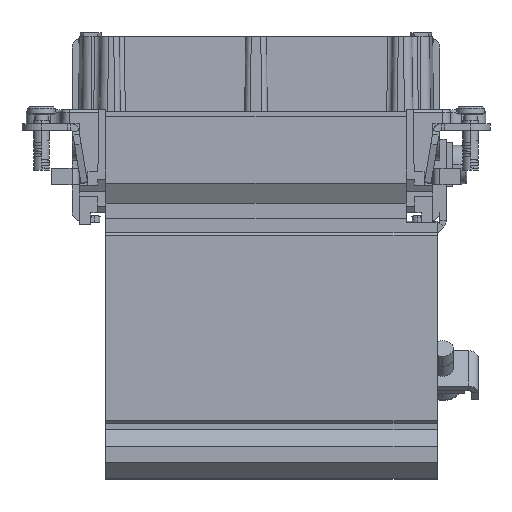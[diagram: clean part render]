
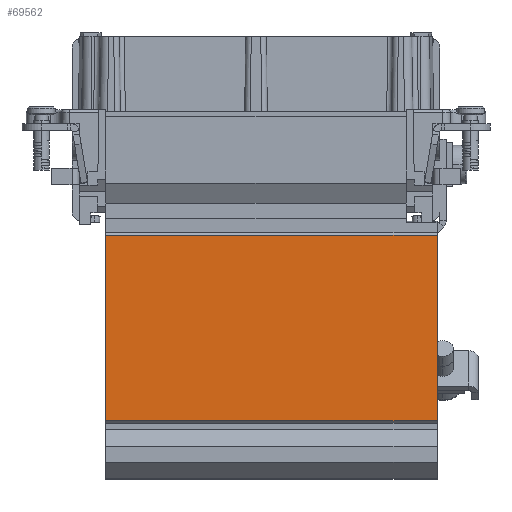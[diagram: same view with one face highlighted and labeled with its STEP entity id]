
A CAD part, left-side view. The second image highlights one B-rep face of the part: STEP entity #69562.
In plain terms, the highlighted planar face has unit normal (-1, 0, 0).
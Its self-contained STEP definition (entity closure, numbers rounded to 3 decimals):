
#4941=DIRECTION('',(0.,0.,-1.));
#4942=VECTOR('',#4941,33.467);
#4943=CARTESIAN_POINT('',(-16.851,-85.079,-20.145));
#4944=LINE('',#4943,#4942);
#14143=DIRECTION('',(0.,0.,-1.));
#14144=VECTOR('',#14143,33.467);
#14145=CARTESIAN_POINT('',(-16.851,-25.296,-20.145));
#14146=LINE('',#14145,#14144);
#19986=DIRECTION('',(0.,-1.,0.));
#19987=VECTOR('',#19986,59.783);
#19988=CARTESIAN_POINT('',(-16.851,-25.296,-20.145));
#19989=LINE('',#19988,#19987);
#19990=DIRECTION('',(0.,-1.,0.));
#19991=VECTOR('',#19990,59.783);
#19992=CARTESIAN_POINT('',(-16.851,-25.296,-53.612));
#19993=LINE('',#19992,#19991);
#41931=CARTESIAN_POINT('',(-16.851,-25.296,-20.145));
#41932=VERTEX_POINT('',#41931);
#41933=CARTESIAN_POINT('',(-16.851,-25.296,-53.612));
#41934=VERTEX_POINT('',#41933);
#42121=CARTESIAN_POINT('',(-16.851,-85.079,-20.145));
#42122=VERTEX_POINT('',#42121);
#42123=CARTESIAN_POINT('',(-16.851,-85.079,-53.612));
#42124=VERTEX_POINT('',#42123);
#69550=CARTESIAN_POINT('',(-16.851,-25.296,-20.145));
#69551=DIRECTION('',(-1.,0.,0.));
#69552=DIRECTION('',(0.,0.,-1.));
#69553=AXIS2_PLACEMENT_3D('',#69550,#69551,#69552);
#69554=PLANE('',#69553);
#69555=ORIENTED_EDGE('',*,*,#63049,.F.);
#69556=ORIENTED_EDGE('',*,*,#69545,.T.);
#69557=ORIENTED_EDGE('',*,*,#52722,.T.);
#69559=ORIENTED_EDGE('',*,*,#69558,.F.);
#69560=EDGE_LOOP('',(#69555,#69556,#69557,#69559));
#69561=FACE_OUTER_BOUND('',#69560,.F.);
#69562=ADVANCED_FACE('',(#69561),#69554,.T.);
#52722=EDGE_CURVE('',#42122,#42124,#4944,.T.);
#63049=EDGE_CURVE('',#41932,#41934,#14146,.T.);
#69545=EDGE_CURVE('',#41932,#42122,#19989,.T.);
#69558=EDGE_CURVE('',#41934,#42124,#19993,.T.);
